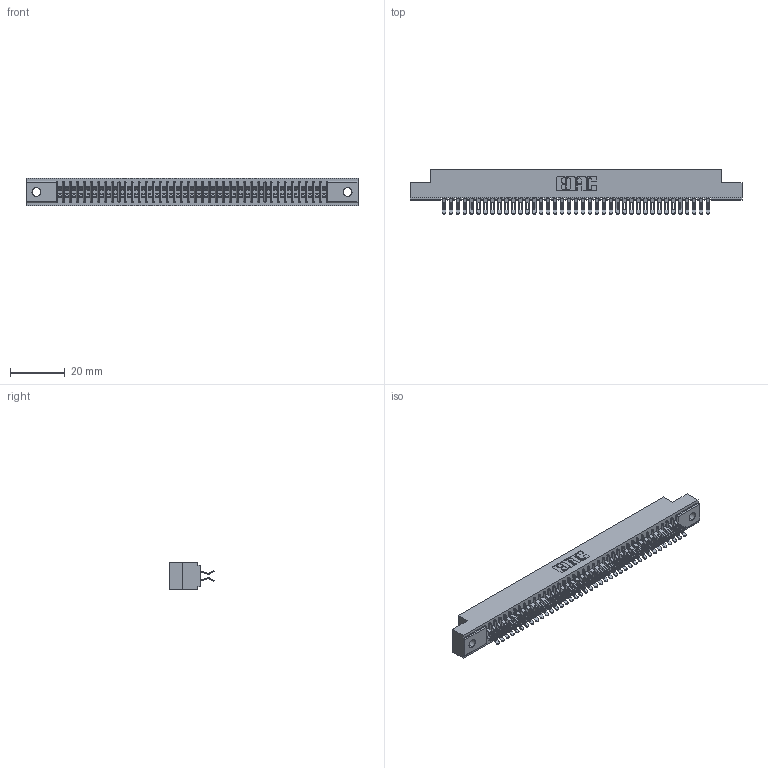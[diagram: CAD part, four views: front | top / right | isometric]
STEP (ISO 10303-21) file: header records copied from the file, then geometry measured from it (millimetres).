
FILE_DESCRIPTION (( 'STEP AP203' ), '1' );
FILE_NAME ('341-078-555-202.STEP', '2018-08-07T21:21:50', ( '' ), ( '' ), 'SwSTEP 2.0', 'SolidWorks 2016', '' );
FILE_SCHEMA (( 'CONFIG_CONTROL_DESIGN' ));
Length unit declared in the file: inch
Products named in the file (3): 341 Part_.128 (3.25) Dia Mounting Holes; 341-292-001_341-292-155; 341-078-555-202
Assembly tree (79 placements, depth 2):
  341-078-555-202
    341 Part_.128 (3.25) Dia Mounting Holes
    341-292-001_341-292-155  x78
Bounding box: 121.28 x 16.31 x 10.16 mm (x, y, z)
Volume: 9012.6 mm3; surface area: 16289.6 mm2
Topology: 79 solids, 79 shells, 6200 faces, 18529 edges, 12062 vertices
Faces by surface type: plane 3344, cylinder 2700, sphere 80, torus 76
Entity records: 48070 total; most frequent: CARTESIAN_POINT 8007, ORIENTED_EDGE 7946, DIRECTION 7763, EDGE_CURVE 3973, VECTOR 3191, LINE 3191, VERTEX_POINT 2514, AXIS2_PLACEMENT_3D 2286
